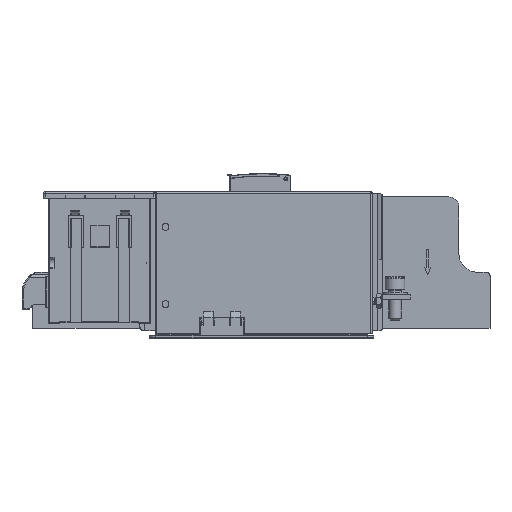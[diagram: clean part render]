
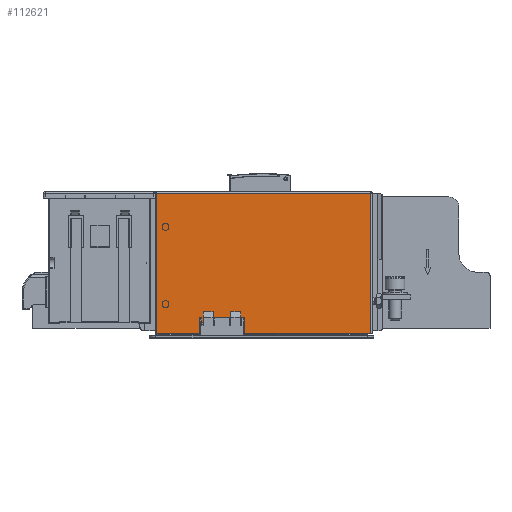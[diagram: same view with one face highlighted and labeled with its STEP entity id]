
A CAD part, top view. The second image highlights one B-rep face of the part: STEP entity #112621.
In plain terms, the highlighted planar face has unit normal (0, 0, 1).
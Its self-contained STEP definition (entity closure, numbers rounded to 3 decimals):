
#18355=DIRECTION('',(0.,-1.,0.));
#18356=VECTOR('',#18355,6.814);
#18357=CARTESIAN_POINT('',(71.25,10.843,152.));
#18358=LINE('',#18357,#18356);
#18359=DIRECTION('',(-1.,0.,0.));
#18360=VECTOR('',#18359,8.);
#18361=CARTESIAN_POINT('',(71.25,10.843,152.));
#18362=LINE('',#18361,#18360);
#18363=DIRECTION('',(0.,1.,0.));
#18364=VECTOR('',#18363,6.814);
#18365=CARTESIAN_POINT('',(63.25,4.029,152.));
#18366=LINE('',#18365,#18364);
#18367=DIRECTION('',(-1.,0.,0.));
#18368=VECTOR('',#18367,1.);
#18369=CARTESIAN_POINT('',(63.25,4.029,152.));
#18370=LINE('',#18369,#18368);
#18371=DIRECTION('',(0.,1.,0.));
#18372=VECTOR('',#18371,6.);
#18373=CARTESIAN_POINT('',(62.25,4.029,152.));
#18374=LINE('',#18373,#18372);
#18375=CARTESIAN_POINT('',(61.75,10.029,152.));
#18376=DIRECTION('',(0.,0.,-1.));
#18377=DIRECTION('',(0.,1.,0.));
#18378=AXIS2_PLACEMENT_3D('',#18375,#18376,#18377);
#18380=DIRECTION('',(-1.,0.,0.));
#18381=VECTOR('',#18380,11.);
#18382=CARTESIAN_POINT('',(61.75,10.529,152.));
#18383=LINE('',#18382,#18381);
#18384=CARTESIAN_POINT('',(50.75,10.029,152.));
#18385=DIRECTION('',(0.,0.,1.));
#18386=DIRECTION('',(0.,1.,0.));
#18387=AXIS2_PLACEMENT_3D('',#18384,#18385,#18386);
#18389=DIRECTION('',(0.,1.,0.));
#18390=VECTOR('',#18389,6.);
#18391=CARTESIAN_POINT('',(50.25,4.029,152.));
#18392=LINE('',#18391,#18390);
#18393=DIRECTION('',(-1.,0.,0.));
#18394=VECTOR('',#18393,1.);
#18395=CARTESIAN_POINT('',(50.25,4.029,152.));
#18396=LINE('',#18395,#18394);
#18397=DIRECTION('',(0.,-1.,0.));
#18398=VECTOR('',#18397,6.814);
#18399=CARTESIAN_POINT('',(49.25,10.843,152.));
#18400=LINE('',#18399,#18398);
#18401=DIRECTION('',(-1.,0.,0.));
#18402=VECTOR('',#18401,8.);
#18403=CARTESIAN_POINT('',(49.25,10.843,152.));
#18404=LINE('',#18403,#18402);
#18405=DIRECTION('',(0.,1.,0.));
#18406=VECTOR('',#18405,6.814);
#18407=CARTESIAN_POINT('',(41.25,4.029,152.));
#18408=LINE('',#18407,#18406);
#18409=DIRECTION('',(-1.,0.,0.));
#18410=VECTOR('',#18409,1.);
#18411=CARTESIAN_POINT('',(41.25,4.029,152.));
#18412=LINE('',#18411,#18410);
#18413=DIRECTION('',(0.,1.,0.));
#18414=VECTOR('',#18413,6.);
#18415=CARTESIAN_POINT('',(40.25,4.029,152.));
#18416=LINE('',#18415,#18414);
#18417=CARTESIAN_POINT('',(39.75,10.029,152.));
#18418=DIRECTION('',(0.,0.,-1.));
#18419=DIRECTION('',(0.84,0.543,0.));
#18420=AXIS2_PLACEMENT_3D('',#18417,#18418,#18419);
#18422=DIRECTION('',(1.,0.,0.));
#18423=VECTOR('',#18422,1.42);
#18424=CARTESIAN_POINT('',(38.75,10.3,152.));
#18425=LINE('',#18424,#18423);
#18426=CARTESIAN_POINT('',(38.75,10.029,152.));
#18427=DIRECTION('',(0.,0.,-1.));
#18428=DIRECTION('',(-1.,0.,0.));
#18429=AXIS2_PLACEMENT_3D('',#18426,#18427,#18428);
#18431=DIRECTION('',(0.,1.,0.));
#18432=VECTOR('',#18431,12.329);
#18433=CARTESIAN_POINT('',(38.479,-2.3,152.));
#18434=LINE('',#18433,#18432);
#18435=DIRECTION('',(1.,0.,0.));
#18436=VECTOR('',#18435,34.979);
#18437=CARTESIAN_POINT('',(3.5,-2.3,152.));
#18438=LINE('',#18437,#18436);
#18439=DIRECTION('',(1.,0.,0.));
#18440=VECTOR('',#18439,101.479);
#18441=CARTESIAN_POINT('',(74.021,-2.3,152.));
#18442=LINE('',#18441,#18440);
#18443=DIRECTION('',(0.,-1.,0.));
#18444=VECTOR('',#18443,12.329);
#18445=CARTESIAN_POINT('',(74.021,10.029,152.));
#18446=LINE('',#18445,#18444);
#18447=CARTESIAN_POINT('',(73.75,10.029,152.));
#18448=DIRECTION('',(0.,0.,-1.));
#18449=DIRECTION('',(0.,1.,0.));
#18450=AXIS2_PLACEMENT_3D('',#18447,#18448,#18449);
#18452=DIRECTION('',(1.,0.,0.));
#18453=VECTOR('',#18452,1.42);
#18454=CARTESIAN_POINT('',(72.33,10.3,152.));
#18455=LINE('',#18454,#18453);
#18456=CARTESIAN_POINT('',(72.75,10.029,152.));
#18457=DIRECTION('',(0.,0.,1.));
#18458=DIRECTION('',(-0.84,0.543,0.));
#18459=AXIS2_PLACEMENT_3D('',#18456,#18457,#18458);
#18461=DIRECTION('',(0.,1.,0.));
#18462=VECTOR('',#18461,6.);
#18463=CARTESIAN_POINT('',(72.25,4.029,152.));
#18464=LINE('',#18463,#18462);
#18465=DIRECTION('',(-1.,0.,0.));
#18466=VECTOR('',#18465,1.);
#18467=CARTESIAN_POINT('',(72.25,4.029,152.));
#18468=LINE('',#18467,#18466);
#21963=DIRECTION('',(0.,1.,0.));
#21964=VECTOR('',#21963,112.5);
#21965=CARTESIAN_POINT('',(3.5,-2.3,152.));
#21966=LINE('',#21965,#21964);
#35781=DIRECTION('',(0.,-1.,0.));
#35782=VECTOR('',#35781,112.5);
#35783=CARTESIAN_POINT('',(175.5,110.2,152.));
#35784=LINE('',#35783,#35782);
#35785=DIRECTION('',(1.,0.,0.));
#35786=VECTOR('',#35785,172.);
#35787=CARTESIAN_POINT('',(3.5,110.2,152.));
#35788=LINE('',#35787,#35786);
#70817=CARTESIAN_POINT('',(3.5,110.2,152.));
#70819=VERTEX_POINT('',#70817);
#70990=CARTESIAN_POINT('',(175.5,110.2,152.));
#70991=VERTEX_POINT('',#70990);
#71018=CARTESIAN_POINT('',(3.5,-2.3,152.));
#71019=VERTEX_POINT('',#71018);
#71113=CARTESIAN_POINT('',(175.5,-2.3,152.));
#71115=VERTEX_POINT('',#71113);
#88101=CARTESIAN_POINT('',(71.25,10.843,152.));
#88102=CARTESIAN_POINT('',(71.25,4.029,152.));
#88103=VERTEX_POINT('',#88101);
#88104=VERTEX_POINT('',#88102);
#88105=CARTESIAN_POINT('',(72.33,10.3,152.));
#88106=CARTESIAN_POINT('',(73.75,10.3,152.));
#88107=VERTEX_POINT('',#88105);
#88108=VERTEX_POINT('',#88106);
#88109=CARTESIAN_POINT('',(72.25,4.029,152.));
#88110=CARTESIAN_POINT('',(72.25,10.029,152.));
#88111=VERTEX_POINT('',#88109);
#88112=VERTEX_POINT('',#88110);
#88113=CARTESIAN_POINT('',(38.479,-2.3,152.));
#88114=CARTESIAN_POINT('',(38.479,10.029,152.));
#88115=VERTEX_POINT('',#88113);
#88116=VERTEX_POINT('',#88114);
#88117=CARTESIAN_POINT('',(50.25,4.029,152.));
#88118=CARTESIAN_POINT('',(49.25,4.029,152.));
#88119=VERTEX_POINT('',#88117);
#88120=VERTEX_POINT('',#88118);
#88121=CARTESIAN_POINT('',(41.25,4.029,152.));
#88122=CARTESIAN_POINT('',(40.25,4.029,152.));
#88123=VERTEX_POINT('',#88121);
#88124=VERTEX_POINT('',#88122);
#88125=CARTESIAN_POINT('',(63.25,4.029,152.));
#88126=CARTESIAN_POINT('',(63.25,10.843,152.));
#88127=VERTEX_POINT('',#88125);
#88128=VERTEX_POINT('',#88126);
#88129=CARTESIAN_POINT('',(49.25,10.843,152.));
#88130=CARTESIAN_POINT('',(41.25,10.843,152.));
#88131=VERTEX_POINT('',#88129);
#88132=VERTEX_POINT('',#88130);
#88133=CARTESIAN_POINT('',(61.75,10.529,152.));
#88134=CARTESIAN_POINT('',(62.25,10.029,152.));
#88135=VERTEX_POINT('',#88133);
#88136=VERTEX_POINT('',#88134);
#88137=CARTESIAN_POINT('',(40.25,10.029,152.));
#88138=VERTEX_POINT('',#88137);
#88139=CARTESIAN_POINT('',(38.75,10.3,152.));
#88140=VERTEX_POINT('',#88139);
#88141=CARTESIAN_POINT('',(40.17,10.3,152.));
#88142=VERTEX_POINT('',#88141);
#88143=CARTESIAN_POINT('',(62.25,4.029,152.));
#88144=VERTEX_POINT('',#88143);
#88145=CARTESIAN_POINT('',(74.021,10.029,152.));
#88146=CARTESIAN_POINT('',(74.021,-2.3,152.));
#88147=VERTEX_POINT('',#88145);
#88148=VERTEX_POINT('',#88146);
#88149=CARTESIAN_POINT('',(50.25,10.029,152.));
#88150=VERTEX_POINT('',#88149);
#88151=CARTESIAN_POINT('',(50.75,10.529,152.));
#88152=VERTEX_POINT('',#88151);
#112557=CARTESIAN_POINT('',(177.,-3.9,152.));
#112558=DIRECTION('',(0.,0.,-1.));
#112559=DIRECTION('',(0.,1.,0.));
#112560=AXIS2_PLACEMENT_3D('',#112557,#112558,#112559);
#112561=PLANE('',#112560);
#112563=ORIENTED_EDGE('',*,*,#112562,.F.);
#112565=ORIENTED_EDGE('',*,*,#112564,.T.);
#112567=ORIENTED_EDGE('',*,*,#112566,.F.);
#112569=ORIENTED_EDGE('',*,*,#112568,.T.);
#112571=ORIENTED_EDGE('',*,*,#112570,.T.);
#112573=ORIENTED_EDGE('',*,*,#112572,.F.);
#112575=ORIENTED_EDGE('',*,*,#112574,.T.);
#112577=ORIENTED_EDGE('',*,*,#112576,.T.);
#112579=ORIENTED_EDGE('',*,*,#112578,.F.);
#112581=ORIENTED_EDGE('',*,*,#112580,.T.);
#112583=ORIENTED_EDGE('',*,*,#112582,.F.);
#112585=ORIENTED_EDGE('',*,*,#112584,.T.);
#112587=ORIENTED_EDGE('',*,*,#112586,.F.);
#112589=ORIENTED_EDGE('',*,*,#112588,.T.);
#112591=ORIENTED_EDGE('',*,*,#112590,.T.);
#112593=ORIENTED_EDGE('',*,*,#112592,.F.);
#112595=ORIENTED_EDGE('',*,*,#112594,.F.);
#112597=ORIENTED_EDGE('',*,*,#112596,.F.);
#112598=ORIENTED_EDGE('',*,*,#112543,.F.);
#112599=ORIENTED_EDGE('',*,*,#112533,.F.);
#112601=ORIENTED_EDGE('',*,*,#112600,.T.);
#112603=ORIENTED_EDGE('',*,*,#112602,.T.);
#112605=ORIENTED_EDGE('',*,*,#112604,.T.);
#112606=ORIENTED_EDGE('',*,*,#112479,.F.);
#112608=ORIENTED_EDGE('',*,*,#112607,.F.);
#112610=ORIENTED_EDGE('',*,*,#112609,.F.);
#112612=ORIENTED_EDGE('',*,*,#112611,.F.);
#112614=ORIENTED_EDGE('',*,*,#112613,.T.);
#112616=ORIENTED_EDGE('',*,*,#112615,.F.);
#112618=ORIENTED_EDGE('',*,*,#112617,.T.);
#112619=EDGE_LOOP('',(#112563,#112565,#112567,#112569,#112571,#112573,#112575,
#112577,#112579,#112581,#112583,#112585,#112587,#112589,#112591,#112593,#112595,
#112597,#112598,#112599,#112601,#112603,#112605,#112606,#112608,#112610,#112612,
#112614,#112616,#112618));
#112620=FACE_OUTER_BOUND('',#112619,.F.);
#112621=ADVANCED_FACE('',(#112620),#112561,.F.);
#18379=CIRCLE('',#18378,0.5);
#18388=CIRCLE('',#18387,0.5);
#18421=CIRCLE('',#18420,0.5);
#18430=CIRCLE('',#18429,0.271);
#18451=CIRCLE('',#18450,0.271);
#18460=CIRCLE('',#18459,0.5);
#112479=EDGE_CURVE('',#88148,#71115,#18442,.T.);
#112533=EDGE_CURVE('',#71019,#88115,#18438,.T.);
#112543=EDGE_CURVE('',#88115,#88116,#18434,.T.);
#112562=EDGE_CURVE('',#88103,#88104,#18358,.T.);
#112564=EDGE_CURVE('',#88103,#88128,#18362,.T.);
#112566=EDGE_CURVE('',#88127,#88128,#18366,.T.);
#112568=EDGE_CURVE('',#88127,#88144,#18370,.T.);
#112570=EDGE_CURVE('',#88144,#88136,#18374,.T.);
#112572=EDGE_CURVE('',#88135,#88136,#18379,.T.);
#112574=EDGE_CURVE('',#88135,#88152,#18383,.T.);
#112576=EDGE_CURVE('',#88152,#88150,#18388,.T.);
#112578=EDGE_CURVE('',#88119,#88150,#18392,.T.);
#112580=EDGE_CURVE('',#88119,#88120,#18396,.T.);
#112582=EDGE_CURVE('',#88131,#88120,#18400,.T.);
#112584=EDGE_CURVE('',#88131,#88132,#18404,.T.);
#112586=EDGE_CURVE('',#88123,#88132,#18408,.T.);
#112588=EDGE_CURVE('',#88123,#88124,#18412,.T.);
#112590=EDGE_CURVE('',#88124,#88138,#18416,.T.);
#112592=EDGE_CURVE('',#88142,#88138,#18421,.T.);
#112594=EDGE_CURVE('',#88140,#88142,#18425,.T.);
#112596=EDGE_CURVE('',#88116,#88140,#18430,.T.);
#112600=EDGE_CURVE('',#71019,#70819,#21966,.T.);
#112602=EDGE_CURVE('',#70819,#70991,#35788,.T.);
#112604=EDGE_CURVE('',#70991,#71115,#35784,.T.);
#112607=EDGE_CURVE('',#88147,#88148,#18446,.T.);
#112609=EDGE_CURVE('',#88108,#88147,#18451,.T.);
#112611=EDGE_CURVE('',#88107,#88108,#18455,.T.);
#112613=EDGE_CURVE('',#88107,#88112,#18460,.T.);
#112615=EDGE_CURVE('',#88111,#88112,#18464,.T.);
#112617=EDGE_CURVE('',#88111,#88104,#18468,.T.);
